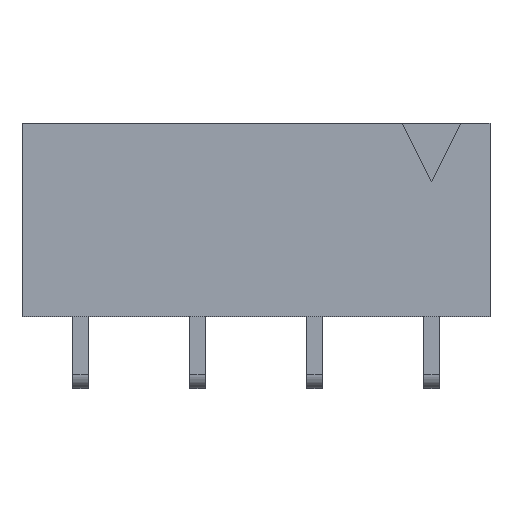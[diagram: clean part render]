
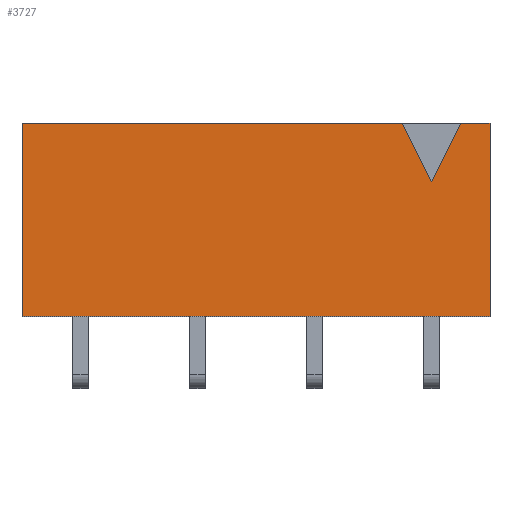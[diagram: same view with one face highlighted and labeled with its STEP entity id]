
A CAD part, top view. The second image highlights one B-rep face of the part: STEP entity #3727.
In plain terms, the highlighted planar face has unit normal (0, 0, 1).
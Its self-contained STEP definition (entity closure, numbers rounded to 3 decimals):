
#3538 = VERTEX_POINT('',#3539);
#3539 = CARTESIAN_POINT('',(-8.89,1.397,2.54));
#3546 = PLANE('',#3547);
#3547 = AXIS2_PLACEMENT_3D('',#3548,#3549,#3550);
#3548 = CARTESIAN_POINT('',(-8.89,1.397,0.));
#3549 = DIRECTION('',(1.,0.,0.));
#3550 = DIRECTION('',(0.,0.,1.));
#3558 = PLANE('',#3559);
#3559 = AXIS2_PLACEMENT_3D('',#3560,#3561,#3562);
#3560 = CARTESIAN_POINT('',(-8.89,1.397,0.));
#3561 = DIRECTION('',(0.,1.,0.));
#3562 = DIRECTION('',(0.,0.,1.));
#3599 = VERTEX_POINT('',#3600);
#3600 = CARTESIAN_POINT('',(-8.89,5.588,2.54));
#3614 = PLANE('',#3615);
#3615 = AXIS2_PLACEMENT_3D('',#3616,#3617,#3618);
#3616 = CARTESIAN_POINT('',(-8.89,5.588,0.));
#3617 = DIRECTION('',(0.,1.,0.));
#3618 = DIRECTION('',(0.,0.,1.));
#3626 = EDGE_CURVE('',#3538,#3599,#3627,.T.);
#3627 = SURFACE_CURVE('',#3628,(#3632,#3639),.PCURVE_S1.);
#3628 = LINE('',#3629,#3630);
#3629 = CARTESIAN_POINT('',(-8.89,1.397,2.54));
#3630 = VECTOR('',#3631,1.);
#3631 = DIRECTION('',(0.,1.,0.));
#3632 = PCURVE('',#3546,#3633);
#3633 = DEFINITIONAL_REPRESENTATION('',(#3634),#3638);
#3634 = LINE('',#3635,#3636);
#3635 = CARTESIAN_POINT('',(2.54,0.));
#3636 = VECTOR('',#3637,1.);
#3637 = DIRECTION('',(0.,-1.));
#3638 = ( GEOMETRIC_REPRESENTATION_CONTEXT(2) 
PARAMETRIC_REPRESENTATION_CONTEXT() REPRESENTATION_CONTEXT('2D SPACE',''
  ) );
#3639 = PCURVE('',#3640,#3645);
#3640 = PLANE('',#3641);
#3641 = AXIS2_PLACEMENT_3D('',#3642,#3643,#3644);
#3642 = CARTESIAN_POINT('',(-8.89,1.397,2.54));
#3643 = DIRECTION('',(0.,0.,1.));
#3644 = DIRECTION('',(1.,0.,0.));
#3645 = DEFINITIONAL_REPRESENTATION('',(#3646),#3650);
#3646 = LINE('',#3647,#3648);
#3647 = CARTESIAN_POINT('',(0.,0.));
#3648 = VECTOR('',#3649,1.);
#3649 = DIRECTION('',(0.,1.));
#3650 = ( GEOMETRIC_REPRESENTATION_CONTEXT(2) 
PARAMETRIC_REPRESENTATION_CONTEXT() REPRESENTATION_CONTEXT('2D SPACE',''
  ) );
#3679 = EDGE_CURVE('',#3538,#3680,#3682,.T.);
#3680 = VERTEX_POINT('',#3681);
#3681 = CARTESIAN_POINT('',(1.27,1.397,2.54));
#3682 = SURFACE_CURVE('',#3683,(#3687,#3694),.PCURVE_S1.);
#3683 = LINE('',#3684,#3685);
#3684 = CARTESIAN_POINT('',(-8.89,1.397,2.54));
#3685 = VECTOR('',#3686,1.);
#3686 = DIRECTION('',(1.,0.,0.));
#3687 = PCURVE('',#3558,#3688);
#3688 = DEFINITIONAL_REPRESENTATION('',(#3689),#3693);
#3689 = LINE('',#3690,#3691);
#3690 = CARTESIAN_POINT('',(2.54,0.));
#3691 = VECTOR('',#3692,1.);
#3692 = DIRECTION('',(0.,1.));
#3693 = ( GEOMETRIC_REPRESENTATION_CONTEXT(2) 
PARAMETRIC_REPRESENTATION_CONTEXT() REPRESENTATION_CONTEXT('2D SPACE',''
  ) );
#3694 = PCURVE('',#3640,#3695);
#3695 = DEFINITIONAL_REPRESENTATION('',(#3696),#3700);
#3696 = LINE('',#3697,#3698);
#3697 = CARTESIAN_POINT('',(0.,0.));
#3698 = VECTOR('',#3699,1.);
#3699 = DIRECTION('',(1.,0.));
#3700 = ( GEOMETRIC_REPRESENTATION_CONTEXT(2) 
PARAMETRIC_REPRESENTATION_CONTEXT() REPRESENTATION_CONTEXT('2D SPACE',''
  ) );
#3716 = PLANE('',#3717);
#3717 = AXIS2_PLACEMENT_3D('',#3718,#3719,#3720);
#3718 = CARTESIAN_POINT('',(1.27,1.397,0.));
#3719 = DIRECTION('',(1.,0.,0.));
#3720 = DIRECTION('',(0.,0.,1.));
#3727 = ADVANCED_FACE('',(#3728),#3640,.T.);
#3728 = FACE_BOUND('',#3729,.T.);
#3729 = EDGE_LOOP('',(#3730,#3753,#3754,#3755,#3778,#3801,#3829));
#3730 = ORIENTED_EDGE('',*,*,#3731,.F.);
#3731 = EDGE_CURVE('',#3599,#3732,#3734,.T.);
#3732 = VERTEX_POINT('',#3733);
#3733 = CARTESIAN_POINT('',(-0.635,5.588,2.54));
#3734 = SURFACE_CURVE('',#3735,(#3739,#3746),.PCURVE_S1.);
#3735 = LINE('',#3736,#3737);
#3736 = CARTESIAN_POINT('',(-8.89,5.588,2.54));
#3737 = VECTOR('',#3738,1.);
#3738 = DIRECTION('',(1.,0.,0.));
#3739 = PCURVE('',#3640,#3740);
#3740 = DEFINITIONAL_REPRESENTATION('',(#3741),#3745);
#3741 = LINE('',#3742,#3743);
#3742 = CARTESIAN_POINT('',(0.,4.191));
#3743 = VECTOR('',#3744,1.);
#3744 = DIRECTION('',(1.,0.));
#3745 = ( GEOMETRIC_REPRESENTATION_CONTEXT(2) 
PARAMETRIC_REPRESENTATION_CONTEXT() REPRESENTATION_CONTEXT('2D SPACE',''
  ) );
#3746 = PCURVE('',#3614,#3747);
#3747 = DEFINITIONAL_REPRESENTATION('',(#3748),#3752);
#3748 = LINE('',#3749,#3750);
#3749 = CARTESIAN_POINT('',(2.54,0.));
#3750 = VECTOR('',#3751,1.);
#3751 = DIRECTION('',(0.,1.));
#3752 = ( GEOMETRIC_REPRESENTATION_CONTEXT(2) 
PARAMETRIC_REPRESENTATION_CONTEXT() REPRESENTATION_CONTEXT('2D SPACE',''
  ) );
#3753 = ORIENTED_EDGE('',*,*,#3626,.F.);
#3754 = ORIENTED_EDGE('',*,*,#3679,.T.);
#3755 = ORIENTED_EDGE('',*,*,#3756,.T.);
#3756 = EDGE_CURVE('',#3680,#3757,#3759,.T.);
#3757 = VERTEX_POINT('',#3758);
#3758 = CARTESIAN_POINT('',(1.27,5.588,2.54));
#3759 = SURFACE_CURVE('',#3760,(#3764,#3771),.PCURVE_S1.);
#3760 = LINE('',#3761,#3762);
#3761 = CARTESIAN_POINT('',(1.27,1.397,2.54));
#3762 = VECTOR('',#3763,1.);
#3763 = DIRECTION('',(0.,1.,0.));
#3764 = PCURVE('',#3640,#3765);
#3765 = DEFINITIONAL_REPRESENTATION('',(#3766),#3770);
#3766 = LINE('',#3767,#3768);
#3767 = CARTESIAN_POINT('',(10.16,0.));
#3768 = VECTOR('',#3769,1.);
#3769 = DIRECTION('',(0.,1.));
#3770 = ( GEOMETRIC_REPRESENTATION_CONTEXT(2) 
PARAMETRIC_REPRESENTATION_CONTEXT() REPRESENTATION_CONTEXT('2D SPACE',''
  ) );
#3771 = PCURVE('',#3716,#3772);
#3772 = DEFINITIONAL_REPRESENTATION('',(#3773),#3777);
#3773 = LINE('',#3774,#3775);
#3774 = CARTESIAN_POINT('',(2.54,0.));
#3775 = VECTOR('',#3776,1.);
#3776 = DIRECTION('',(0.,-1.));
#3777 = ( GEOMETRIC_REPRESENTATION_CONTEXT(2) 
PARAMETRIC_REPRESENTATION_CONTEXT() REPRESENTATION_CONTEXT('2D SPACE',''
  ) );
#3778 = ORIENTED_EDGE('',*,*,#3779,.F.);
#3779 = EDGE_CURVE('',#3780,#3757,#3782,.T.);
#3780 = VERTEX_POINT('',#3781);
#3781 = CARTESIAN_POINT('',(0.635,5.588,2.54));
#3782 = SURFACE_CURVE('',#3783,(#3787,#3794),.PCURVE_S1.);
#3783 = LINE('',#3784,#3785);
#3784 = CARTESIAN_POINT('',(-8.89,5.588,2.54));
#3785 = VECTOR('',#3786,1.);
#3786 = DIRECTION('',(1.,0.,0.));
#3787 = PCURVE('',#3640,#3788);
#3788 = DEFINITIONAL_REPRESENTATION('',(#3789),#3793);
#3789 = LINE('',#3790,#3791);
#3790 = CARTESIAN_POINT('',(0.,4.191));
#3791 = VECTOR('',#3792,1.);
#3792 = DIRECTION('',(1.,0.));
#3793 = ( GEOMETRIC_REPRESENTATION_CONTEXT(2) 
PARAMETRIC_REPRESENTATION_CONTEXT() REPRESENTATION_CONTEXT('2D SPACE',''
  ) );
#3794 = PCURVE('',#3614,#3795);
#3795 = DEFINITIONAL_REPRESENTATION('',(#3796),#3800);
#3796 = LINE('',#3797,#3798);
#3797 = CARTESIAN_POINT('',(2.54,0.));
#3798 = VECTOR('',#3799,1.);
#3799 = DIRECTION('',(0.,1.));
#3800 = ( GEOMETRIC_REPRESENTATION_CONTEXT(2) 
PARAMETRIC_REPRESENTATION_CONTEXT() REPRESENTATION_CONTEXT('2D SPACE',''
  ) );
#3801 = ORIENTED_EDGE('',*,*,#3802,.T.);
#3802 = EDGE_CURVE('',#3780,#3803,#3805,.T.);
#3803 = VERTEX_POINT('',#3804);
#3804 = CARTESIAN_POINT('',(0.,4.318,2.54));
#3805 = SURFACE_CURVE('',#3806,(#3810,#3817),.PCURVE_S1.);
#3806 = LINE('',#3807,#3808);
#3807 = CARTESIAN_POINT('',(0.635,5.588,2.54));
#3808 = VECTOR('',#3809,1.);
#3809 = DIRECTION('',(-0.447,-0.894,0.));
#3810 = PCURVE('',#3640,#3811);
#3811 = DEFINITIONAL_REPRESENTATION('',(#3812),#3816);
#3812 = LINE('',#3813,#3814);
#3813 = CARTESIAN_POINT('',(9.525,4.191));
#3814 = VECTOR('',#3815,1.);
#3815 = DIRECTION('',(-0.447,-0.894));
#3816 = ( GEOMETRIC_REPRESENTATION_CONTEXT(2) 
PARAMETRIC_REPRESENTATION_CONTEXT() REPRESENTATION_CONTEXT('2D SPACE',''
  ) );
#3817 = PCURVE('',#3818,#3823);
#3818 = PLANE('',#3819);
#3819 = AXIS2_PLACEMENT_3D('',#3820,#3821,#3822);
#3820 = CARTESIAN_POINT('',(0.635,5.588,2.54));
#3821 = DIRECTION('',(-0.894,0.447,0.));
#3822 = DIRECTION('',(-0.447,-0.894,0.));
#3823 = DEFINITIONAL_REPRESENTATION('',(#3824),#3828);
#3824 = LINE('',#3825,#3826);
#3825 = CARTESIAN_POINT('',(0.,0.));
#3826 = VECTOR('',#3827,1.);
#3827 = DIRECTION('',(1.,0.));
#3828 = ( GEOMETRIC_REPRESENTATION_CONTEXT(2) 
PARAMETRIC_REPRESENTATION_CONTEXT() REPRESENTATION_CONTEXT('2D SPACE',''
  ) );
#3829 = ORIENTED_EDGE('',*,*,#3830,.F.);
#3830 = EDGE_CURVE('',#3732,#3803,#3831,.T.);
#3831 = SURFACE_CURVE('',#3832,(#3836,#3843),.PCURVE_S1.);
#3832 = LINE('',#3833,#3834);
#3833 = CARTESIAN_POINT('',(-0.635,5.588,2.54));
#3834 = VECTOR('',#3835,1.);
#3835 = DIRECTION('',(0.447,-0.894,0.));
#3836 = PCURVE('',#3640,#3837);
#3837 = DEFINITIONAL_REPRESENTATION('',(#3838),#3842);
#3838 = LINE('',#3839,#3840);
#3839 = CARTESIAN_POINT('',(8.255,4.191));
#3840 = VECTOR('',#3841,1.);
#3841 = DIRECTION('',(0.447,-0.894));
#3842 = ( GEOMETRIC_REPRESENTATION_CONTEXT(2) 
PARAMETRIC_REPRESENTATION_CONTEXT() REPRESENTATION_CONTEXT('2D SPACE',''
  ) );
#3843 = PCURVE('',#3844,#3849);
#3844 = PLANE('',#3845);
#3845 = AXIS2_PLACEMENT_3D('',#3846,#3847,#3848);
#3846 = CARTESIAN_POINT('',(-0.635,5.588,2.54));
#3847 = DIRECTION('',(-0.894,-0.447,0.));
#3848 = DIRECTION('',(0.447,-0.894,0.));
#3849 = DEFINITIONAL_REPRESENTATION('',(#3850),#3854);
#3850 = LINE('',#3851,#3852);
#3851 = CARTESIAN_POINT('',(0.,0.));
#3852 = VECTOR('',#3853,1.);
#3853 = DIRECTION('',(1.,0.));
#3854 = ( GEOMETRIC_REPRESENTATION_CONTEXT(2) 
PARAMETRIC_REPRESENTATION_CONTEXT() REPRESENTATION_CONTEXT('2D SPACE',''
  ) );
